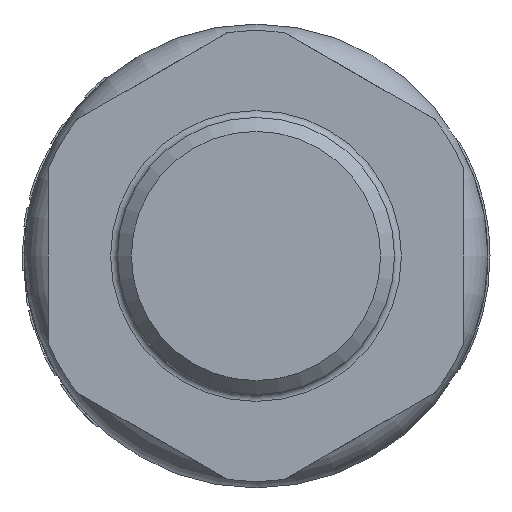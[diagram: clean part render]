
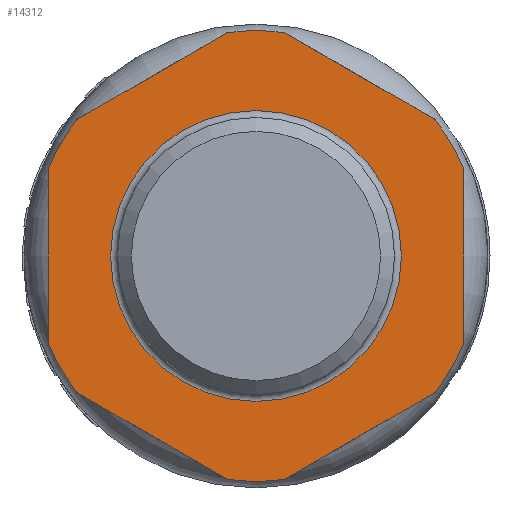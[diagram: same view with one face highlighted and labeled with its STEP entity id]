
A CAD part, left-side view. The second image highlights one B-rep face of the part: STEP entity #14312.
In plain terms, the highlighted planar face has unit normal (-1, 0, 0).
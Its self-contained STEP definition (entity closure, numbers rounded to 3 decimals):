
#861=LINE('',#28402,#1435);
#864=LINE('',#28410,#1438);
#867=LINE('',#28418,#1441);
#870=LINE('',#28427,#1444);
#872=LINE('',#28431,#1446);
#875=LINE('',#28436,#1449);
#1435=VECTOR('',#18121,10.);
#1438=VECTOR('',#18130,10.);
#1441=VECTOR('',#18139,10.);
#1444=VECTOR('',#18148,10.);
#1446=VECTOR('',#18152,10.);
#1449=VECTOR('',#18157,10.);
#1836=PLANE('',#15462);
#1936=FACE_BOUND('',#3420,.T.);
#2632=FACE_OUTER_BOUND('',#3419,.T.);
#3419=EDGE_LOOP('',(#11690,#11691,#11692,#11693,#11694,#11695,#11696,#11697,
#11698,#11699,#11700,#11701));
#3420=EDGE_LOOP('',(#11702,#11703));
#4101=CIRCLE('',#15447,16.265);
#4102=CIRCLE('',#15450,16.265);
#4103=CIRCLE('',#15453,16.265);
#4104=CIRCLE('',#15456,16.265);
#4105=CIRCLE('',#15461,16.265);
#4106=CIRCLE('',#15463,16.265);
#4107=CIRCLE('',#15464,10.5);
#4108=CIRCLE('',#15465,10.5);
#6087=VERTEX_POINT('',#28394);
#6088=VERTEX_POINT('',#28396);
#6089=VERTEX_POINT('',#28400);
#6090=VERTEX_POINT('',#28404);
#6091=VERTEX_POINT('',#28408);
#6092=VERTEX_POINT('',#28412);
#6093=VERTEX_POINT('',#28416);
#6094=VERTEX_POINT('',#28420);
#6095=VERTEX_POINT('',#28424);
#6096=VERTEX_POINT('',#28426);
#6097=VERTEX_POINT('',#28430);
#6098=VERTEX_POINT('',#28434);
#6099=VERTEX_POINT('',#28441);
#6100=VERTEX_POINT('',#28442);
#8021=EDGE_CURVE('',#6087,#6088,#4101,.T.);
#8024=EDGE_CURVE('',#6087,#6089,#861,.T.);
#8026=EDGE_CURVE('',#6090,#6089,#4102,.T.);
#8028=EDGE_CURVE('',#6090,#6091,#864,.T.);
#8030=EDGE_CURVE('',#6092,#6091,#4103,.T.);
#8032=EDGE_CURVE('',#6092,#6093,#867,.T.);
#8034=EDGE_CURVE('',#6094,#6093,#4104,.T.);
#8036=EDGE_CURVE('',#6096,#6095,#870,.T.);
#8038=EDGE_CURVE('',#6097,#6088,#872,.T.);
#8041=EDGE_CURVE('',#6094,#6098,#875,.T.);
#8042=EDGE_CURVE('',#6096,#6098,#4105,.T.);
#8043=EDGE_CURVE('',#6097,#6095,#4106,.T.);
#8044=EDGE_CURVE('',#6099,#6100,#4107,.T.);
#8045=EDGE_CURVE('',#6100,#6099,#4108,.T.);
#11690=ORIENTED_EDGE('',*,*,#8036,.T.);
#11691=ORIENTED_EDGE('',*,*,#8043,.F.);
#11692=ORIENTED_EDGE('',*,*,#8038,.T.);
#11693=ORIENTED_EDGE('',*,*,#8021,.F.);
#11694=ORIENTED_EDGE('',*,*,#8024,.T.);
#11695=ORIENTED_EDGE('',*,*,#8026,.F.);
#11696=ORIENTED_EDGE('',*,*,#8028,.T.);
#11697=ORIENTED_EDGE('',*,*,#8030,.F.);
#11698=ORIENTED_EDGE('',*,*,#8032,.T.);
#11699=ORIENTED_EDGE('',*,*,#8034,.F.);
#11700=ORIENTED_EDGE('',*,*,#8041,.T.);
#11701=ORIENTED_EDGE('',*,*,#8042,.F.);
#11702=ORIENTED_EDGE('',*,*,#8044,.T.);
#11703=ORIENTED_EDGE('',*,*,#8045,.T.);
#14312=ADVANCED_FACE('',(#2632,#1936),#1836,.T.);
#15447=AXIS2_PLACEMENT_3D('',#28397,#18115,#18116);
#15450=AXIS2_PLACEMENT_3D('',#28406,#18125,#18126);
#15453=AXIS2_PLACEMENT_3D('',#28414,#18134,#18135);
#15456=AXIS2_PLACEMENT_3D('',#28422,#18143,#18144);
#15461=AXIS2_PLACEMENT_3D('',#28438,#18160,#18161);
#15462=AXIS2_PLACEMENT_3D('',#28439,#18162,#18163);
#15463=AXIS2_PLACEMENT_3D('',#28440,#18164,#18165);
#15464=AXIS2_PLACEMENT_3D('',#28443,#18166,#18167);
#15465=AXIS2_PLACEMENT_3D('',#28444,#18168,#18169);
#18115=DIRECTION('center_axis',(1.,0.,0.));
#18116=DIRECTION('ref_axis',(0.,1.,0.));
#18121=DIRECTION('',(0.,-0.866,-0.5));
#18125=DIRECTION('center_axis',(1.,0.,0.));
#18126=DIRECTION('ref_axis',(0.,1.,0.));
#18130=DIRECTION('',(0.,-0.866,0.5));
#18134=DIRECTION('center_axis',(1.,0.,0.));
#18135=DIRECTION('ref_axis',(0.,1.,0.));
#18139=DIRECTION('',(0.,0.,1.));
#18143=DIRECTION('center_axis',(1.,0.,0.));
#18144=DIRECTION('ref_axis',(0.,1.,0.));
#18148=DIRECTION('',(0.,0.866,-0.5));
#18152=DIRECTION('',(0.,0.,-1.));
#18157=DIRECTION('',(0.,0.866,0.5));
#18160=DIRECTION('center_axis',(1.,0.,0.));
#18161=DIRECTION('ref_axis',(0.,1.,0.));
#18162=DIRECTION('center_axis',(-1.,0.,0.));
#18163=DIRECTION('ref_axis',(0.,-1.,0.));
#18164=DIRECTION('center_axis',(1.,0.,0.));
#18165=DIRECTION('ref_axis',(0.,1.,0.));
#18166=DIRECTION('center_axis',(1.,0.,0.));
#18167=DIRECTION('ref_axis',(0.,1.,0.));
#18168=DIRECTION('center_axis',(1.,0.,0.));
#18169=DIRECTION('ref_axis',(0.,1.,0.));
#28394=CARTESIAN_POINT('',(-31.02,12.946,-9.846));
#28396=CARTESIAN_POINT('',(-31.02,15.,-6.289));
#28397=CARTESIAN_POINT('Origin',(-31.02,0.,0.));
#28400=CARTESIAN_POINT('',(-31.02,2.054,-16.135));
#28402=CARTESIAN_POINT('',(-31.02,13.745,-9.385));
#28404=CARTESIAN_POINT('',(-31.02,-2.054,-16.135));
#28406=CARTESIAN_POINT('Origin',(-31.02,0.,0.));
#28408=CARTESIAN_POINT('',(-31.02,-12.946,-9.846));
#28410=CARTESIAN_POINT('',(-31.02,-8.298,-12.529));
#28412=CARTESIAN_POINT('',(-31.02,-15.,-6.289));
#28414=CARTESIAN_POINT('Origin',(-31.02,0.,0.));
#28416=CARTESIAN_POINT('',(-31.02,-15.,6.289));
#28418=CARTESIAN_POINT('',(-31.02,-15.,4.988));
#28420=CARTESIAN_POINT('',(-31.02,-12.946,9.846));
#28422=CARTESIAN_POINT('Origin',(-31.02,0.,0.));
#28424=CARTESIAN_POINT('',(-31.02,12.946,9.846));
#28426=CARTESIAN_POINT('',(-31.02,2.054,16.135));
#28427=CARTESIAN_POINT('',(-31.02,1.255,16.596));
#28430=CARTESIAN_POINT('',(-31.02,15.,6.289));
#28431=CARTESIAN_POINT('',(-31.02,15.,11.277));
#28434=CARTESIAN_POINT('',(-31.02,-2.054,16.135));
#28436=CARTESIAN_POINT('',(-31.02,-6.702,13.451));
#28438=CARTESIAN_POINT('Origin',(-31.02,0.,0.));
#28439=CARTESIAN_POINT('Origin',(-31.02,0.,16.265));
#28440=CARTESIAN_POINT('Origin',(-31.02,0.,0.));
#28441=CARTESIAN_POINT('',(-31.02,0.,10.5));
#28442=CARTESIAN_POINT('',(-31.02,-10.5,0.));
#28443=CARTESIAN_POINT('Origin',(-31.02,0.,0.));
#28444=CARTESIAN_POINT('Origin',(-31.02,0.,0.));
